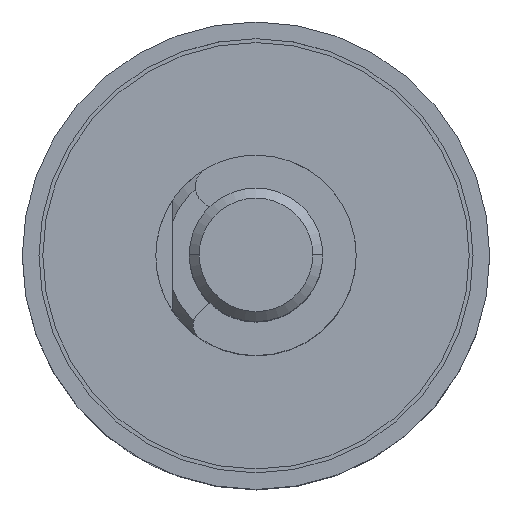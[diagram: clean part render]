
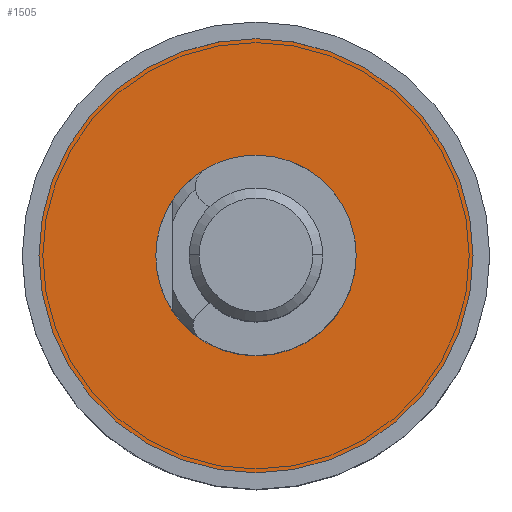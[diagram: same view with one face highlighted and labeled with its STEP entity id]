
A CAD part, top view. The second image highlights one B-rep face of the part: STEP entity #1505.
In plain terms, the highlighted planar face has unit normal (0, 0, 1).
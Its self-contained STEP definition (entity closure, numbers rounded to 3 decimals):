
#84 = DIRECTION ( 'NONE',  ( -1., 0., 0. ) ) ;
#768 = PLANE ( 'NONE',  #5945 ) ;
#837 = EDGE_CURVE ( 'NONE', #7552, #1208, #9122, .T. ) ;
#960 = DIRECTION ( 'NONE',  ( 1., 0., 0. ) ) ;
#1208 = VERTEX_POINT ( 'NONE', #7417 ) ;
#1505 = ADVANCED_FACE ( 'NONE', ( #7746, #2296 ), #768, .T. ) ;
#2265 = CARTESIAN_POINT ( 'NONE',  ( 0., 0., 0.5 ) ) ;
#2296 = FACE_OUTER_BOUND ( 'NONE', #3494, .T. ) ;
#2694 = EDGE_CURVE ( 'NONE', #11593, #7261, #10017, .T. ) ;
#2750 = CARTESIAN_POINT ( 'NONE',  ( -6.5, 0., 0.5 ) ) ;
#3175 = DIRECTION ( 'NONE',  ( 1., 0., 0. ) ) ;
#3494 = EDGE_LOOP ( 'NONE', ( #7592, #5480 ) ) ;
#3796 = DIRECTION ( 'NONE',  ( 0., 0., -1. ) ) ;
#3955 = AXIS2_PLACEMENT_3D ( 'NONE', #2265, #7712, #3175 ) ;
#3977 = ORIENTED_EDGE ( 'NONE', *, *, #10620, .T. ) ;
#4059 = AXIS2_PLACEMENT_3D ( 'NONE', #7676, #11334, #4994 ) ;
#4118 = DIRECTION ( 'NONE',  ( -1., 0., 0. ) ) ;
#4768 = AXIS2_PLACEMENT_3D ( 'NONE', #5881, #10502, #4118 ) ;
#4994 = DIRECTION ( 'NONE',  ( 1., 0., 0. ) ) ;
#5014 = ORIENTED_EDGE ( 'NONE', *, *, #2694, .T. ) ;
#5480 = ORIENTED_EDGE ( 'NONE', *, *, #837, .T. ) ;
#5489 = DIRECTION ( 'NONE',  ( 0., 0., 1. ) ) ;
#5881 = CARTESIAN_POINT ( 'NONE',  ( 0., 0., 0.5 ) ) ;
#5945 = AXIS2_PLACEMENT_3D ( 'NONE', #7172, #5489, #960 ) ;
#6292 = CIRCLE ( 'NONE', #4768, 3. ) ;
#6487 = CARTESIAN_POINT ( 'NONE',  ( -3., 0., 0.5 ) ) ;
#6508 = CARTESIAN_POINT ( 'NONE',  ( 3., 0., 0.5 ) ) ;
#6729 = EDGE_LOOP ( 'NONE', ( #5014, #3977 ) ) ;
#7172 = CARTESIAN_POINT ( 'NONE',  ( 3., 0., 0.5 ) ) ;
#7261 = VERTEX_POINT ( 'NONE', #6508 ) ;
#7293 = AXIS2_PLACEMENT_3D ( 'NONE', #9141, #3796, #84 ) ;
#7417 = CARTESIAN_POINT ( 'NONE',  ( 6.5, 0., 0.5 ) ) ;
#7552 = VERTEX_POINT ( 'NONE', #2750 ) ;
#7592 = ORIENTED_EDGE ( 'NONE', *, *, #9808, .T. ) ;
#7676 = CARTESIAN_POINT ( 'NONE',  ( 0., 0., 0.5 ) ) ;
#7712 = DIRECTION ( 'NONE',  ( 0., 0., 1. ) ) ;
#7746 = FACE_BOUND ( 'NONE', #6729, .T. ) ;
#9122 = CIRCLE ( 'NONE', #3955, 6.5 ) ;
#9141 = CARTESIAN_POINT ( 'NONE',  ( 0., 0., 0.5 ) ) ;
#9749 = CIRCLE ( 'NONE', #4059, 6.5 ) ;
#9808 = EDGE_CURVE ( 'NONE', #1208, #7552, #9749, .T. ) ;
#10017 = CIRCLE ( 'NONE', #7293, 3. ) ;
#10502 = DIRECTION ( 'NONE',  ( 0., 0., -1. ) ) ;
#10620 = EDGE_CURVE ( 'NONE', #7261, #11593, #6292, .T. ) ;
#11334 = DIRECTION ( 'NONE',  ( 0., 0., 1. ) ) ;
#11593 = VERTEX_POINT ( 'NONE', #6487 ) ;
